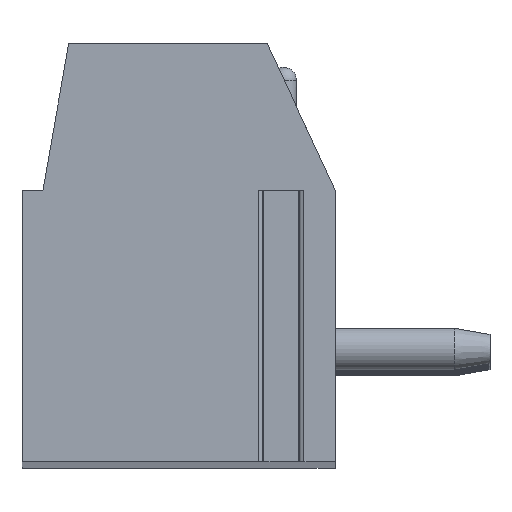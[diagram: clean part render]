
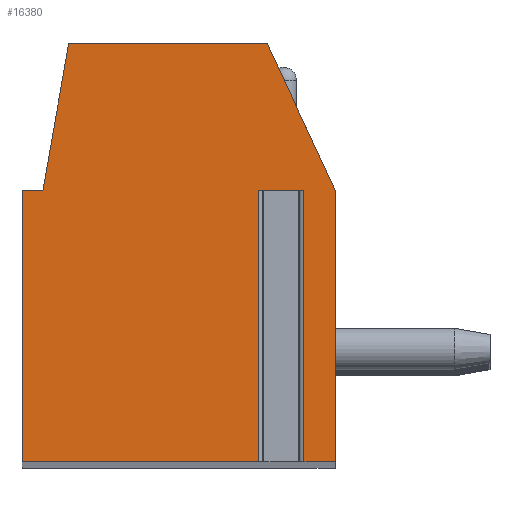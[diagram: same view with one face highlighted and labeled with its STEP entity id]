
A CAD part, top view. The second image highlights one B-rep face of the part: STEP entity #16380.
In plain terms, the highlighted planar face has unit normal (0, 0, 1).
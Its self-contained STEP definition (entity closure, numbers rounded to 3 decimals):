
#13=DIRECTION('',(-1.,0.,0.));
#14=VECTOR('',#13,1.097);
#15=CARTESIAN_POINT('',(2.998,1.5,83.82));
#16=LINE('',#15,#14);
#17=DIRECTION('',(0.,-1.,0.));
#18=VECTOR('',#17,6.5);
#19=CARTESIAN_POINT('',(1.902,1.5,83.82));
#20=LINE('',#19,#18);
#21=DIRECTION('',(1.,0.,0.));
#22=VECTOR('',#21,5.652);
#23=CARTESIAN_POINT('',(-3.75,-5.,83.82));
#24=LINE('',#23,#22);
#25=DIRECTION('',(0.,-1.,0.));
#26=VECTOR('',#25,6.5);
#27=CARTESIAN_POINT('',(-3.75,1.5,83.82));
#28=LINE('',#27,#26);
#29=DIRECTION('',(-1.,0.,0.));
#30=VECTOR('',#29,0.5);
#31=CARTESIAN_POINT('',(-3.25,1.5,83.82));
#32=LINE('',#31,#30);
#33=DIRECTION('',(-0.174,-0.985,0.));
#34=VECTOR('',#33,3.554);
#35=CARTESIAN_POINT('',(-2.633,5.,83.82));
#36=LINE('',#35,#34);
#37=DIRECTION('',(-1.,0.,0.));
#38=VECTOR('',#37,4.751);
#39=CARTESIAN_POINT('',(2.118,5.,83.82));
#40=LINE('',#39,#38);
#41=DIRECTION('',(-0.423,0.906,0.));
#42=VECTOR('',#41,3.862);
#43=CARTESIAN_POINT('',(3.75,1.5,83.82));
#44=LINE('',#43,#42);
#45=DIRECTION('',(0.,1.,0.));
#46=VECTOR('',#45,6.5);
#47=CARTESIAN_POINT('',(3.75,-5.,83.82));
#48=LINE('',#47,#46);
#49=DIRECTION('',(1.,0.,0.));
#50=VECTOR('',#49,0.752);
#51=CARTESIAN_POINT('',(2.998,-5.,83.82));
#52=LINE('',#51,#50);
#53=DIRECTION('',(0.,-1.,0.));
#54=VECTOR('',#53,6.5);
#55=CARTESIAN_POINT('',(2.998,1.5,83.82));
#56=LINE('',#55,#54);
#12993=CARTESIAN_POINT('',(-2.633,5.,83.82));
#12994=CARTESIAN_POINT('',(-3.25,1.5,83.82));
#12995=VERTEX_POINT('',#12993);
#12996=VERTEX_POINT('',#12994);
#12997=CARTESIAN_POINT('',(-3.75,1.5,83.82));
#12998=VERTEX_POINT('',#12997);
#12999=CARTESIAN_POINT('',(-3.75,-5.,83.82));
#13000=VERTEX_POINT('',#12999);
#13001=CARTESIAN_POINT('',(3.75,-5.,83.82));
#13002=CARTESIAN_POINT('',(3.75,1.5,83.82));
#13003=VERTEX_POINT('',#13001);
#13004=VERTEX_POINT('',#13002);
#13005=CARTESIAN_POINT('',(2.118,5.,83.82));
#13006=VERTEX_POINT('',#13005);
#13065=CARTESIAN_POINT('',(2.998,1.5,83.82));
#13066=CARTESIAN_POINT('',(1.902,1.5,83.82));
#13067=VERTEX_POINT('',#13065);
#13068=VERTEX_POINT('',#13066);
#13069=CARTESIAN_POINT('',(1.902,-5.,83.82));
#13070=VERTEX_POINT('',#13069);
#13071=CARTESIAN_POINT('',(2.998,-5.,83.82));
#13072=VERTEX_POINT('',#13071);
#16351=CARTESIAN_POINT('',(0.,0.,83.82));
#16352=DIRECTION('',(0.,0.,1.));
#16353=DIRECTION('',(1.,0.,0.));
#16354=AXIS2_PLACEMENT_3D('',#16351,#16352,#16353);
#16355=PLANE('',#16354);
#16357=ORIENTED_EDGE('',*,*,#16356,.T.);
#16359=ORIENTED_EDGE('',*,*,#16358,.T.);
#16361=ORIENTED_EDGE('',*,*,#16360,.F.);
#16363=ORIENTED_EDGE('',*,*,#16362,.F.);
#16365=ORIENTED_EDGE('',*,*,#16364,.F.);
#16367=ORIENTED_EDGE('',*,*,#16366,.F.);
#16369=ORIENTED_EDGE('',*,*,#16368,.F.);
#16371=ORIENTED_EDGE('',*,*,#16370,.F.);
#16373=ORIENTED_EDGE('',*,*,#16372,.F.);
#16375=ORIENTED_EDGE('',*,*,#16374,.F.);
#16377=ORIENTED_EDGE('',*,*,#16376,.F.);
#16378=EDGE_LOOP('',(#16357,#16359,#16361,#16363,#16365,#16367,#16369,#16371,
#16373,#16375,#16377));
#16379=FACE_OUTER_BOUND('',#16378,.F.);
#16356=EDGE_CURVE('',#13067,#13068,#16,.T.);
#16358=EDGE_CURVE('',#13068,#13070,#20,.T.);
#16360=EDGE_CURVE('',#13000,#13070,#24,.T.);
#16362=EDGE_CURVE('',#12998,#13000,#28,.T.);
#16364=EDGE_CURVE('',#12996,#12998,#32,.T.);
#16366=EDGE_CURVE('',#12995,#12996,#36,.T.);
#16368=EDGE_CURVE('',#13006,#12995,#40,.T.);
#16370=EDGE_CURVE('',#13004,#13006,#44,.T.);
#16372=EDGE_CURVE('',#13003,#13004,#48,.T.);
#16374=EDGE_CURVE('',#13072,#13003,#52,.T.);
#16376=EDGE_CURVE('',#13067,#13072,#56,.T.);
#16380=ADVANCED_FACE('',(#16379),#16355,.T.);
